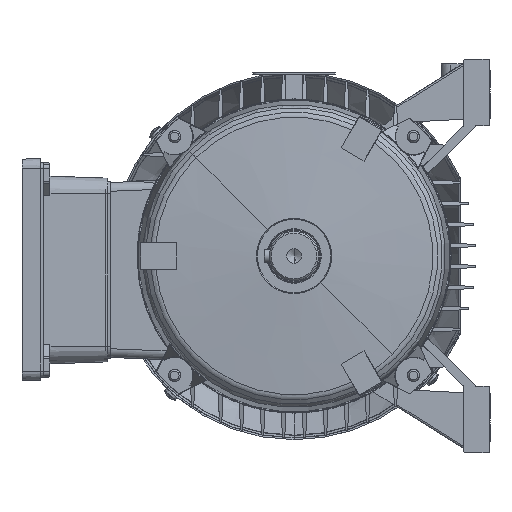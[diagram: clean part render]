
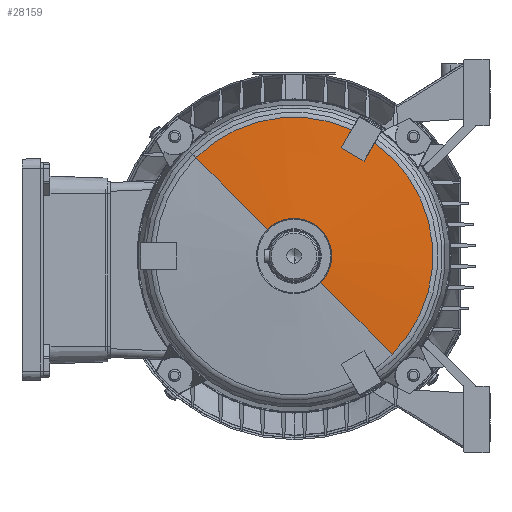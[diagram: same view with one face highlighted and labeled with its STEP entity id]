
A CAD part, left-side view. The second image highlights one B-rep face of the part: STEP entity #28159.
In plain terms, the highlighted conical face has half-angle 85.595 degrees and reference radius 21 mm.
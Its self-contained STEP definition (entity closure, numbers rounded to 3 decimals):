
#2105 = DIRECTION ( 'NONE',  ( 1., 0., 0. ) ) ;
#5102 = B_SPLINE_CURVE_WITH_KNOTS ( 'NONE', 3,
 ( #123320, #89810, #59765, #125602 ),
 .UNSPECIFIED., .F., .F.,
 ( 4, 4 ),
 ( 0., 0.012 ),
 .UNSPECIFIED. ) ;
#6254 = ORIENTED_EDGE ( 'NONE', *, *, #149489, .F. ) ;
#16680 = VERTEX_POINT ( 'NONE', #76357 ) ;
#16840 = CARTESIAN_POINT ( 'NONE',  ( -0.043, 0., 21.553 ) ) ;
#18439 = ORIENTED_EDGE ( 'NONE', *, *, #114637, .T. ) ;
#19876 = AXIS2_PLACEMENT_3D ( 'NONE', #117224, #2105, #94372 ) ;
#26029 = CARTESIAN_POINT ( 'NONE',  ( -3.533, 64.07, 19.756 ) ) ;
#28159 = ADVANCED_FACE ( 'NONE', ( #58830 ), #121350, .T. ) ;
#30592 = EDGE_CURVE ( 'NONE', #110175, #88208, #5102, .T. ) ;
#31713 = LINE ( 'NONE', #113269, #117087 ) ;
#38223 = CARTESIAN_POINT ( 'NONE',  ( -3.575, 66.658, 10.096 ) ) ;
#38769 = DIRECTION ( 'NONE',  ( -1., 0., 0. ) ) ;
#40123 = CARTESIAN_POINT ( 'NONE',  ( 0., 0., 21. ) ) ;
#41650 = DIRECTION ( 'NONE',  ( -0.077, 0., 0.997 ) ) ;
#41891 = DIRECTION ( 'NONE',  ( -1., 0., 0. ) ) ;
#42267 = ORIENTED_EDGE ( 'NONE', *, *, #80114, .T. ) ;
#43088 = EDGE_CURVE ( 'NONE', #141537, #73925, #115031, .T. ) ;
#47200 = CARTESIAN_POINT ( 'NONE',  ( -4.495, 0., -79.357 ) ) ;
#48918 = CARTESIAN_POINT ( 'NONE',  ( -3.575, 62.776, 24.585 ) ) ;
#51493 = CIRCLE ( 'NONE', #19876, 79.357 ) ;
#52096 = CIRCLE ( 'NONE', #137279, 79.357 ) ;
#55671 = AXIS2_PLACEMENT_3D ( 'NONE', #96695, #38769, #124103 ) ;
#55874 = CARTESIAN_POINT ( 'NONE',  ( -4.188, 70.504, 26.656 ) ) ;
#58830 = FACE_OUTER_BOUND ( 'NONE', #143250, .T. ) ;
#58926 = VERTEX_POINT ( 'NONE', #16840 ) ;
#59765 = CARTESIAN_POINT ( 'NONE',  ( -3.882, 70.522, 11.132 ) ) ;
#63754 = VERTEX_POINT ( 'NONE', #74608 ) ;
#72571 = ORIENTED_EDGE ( 'NONE', *, *, #43088, .T. ) ;
#72666 = CARTESIAN_POINT ( 'NONE',  ( -3.575, 62.776, 24.585 ) ) ;
#73166 = ORIENTED_EDGE ( 'NONE', *, *, #30592, .T. ) ;
#73925 = VERTEX_POINT ( 'NONE', #80791 ) ;
#74608 = CARTESIAN_POINT ( 'NONE',  ( -0.043, 0., -21.553 ) ) ;
#76357 = CARTESIAN_POINT ( 'NONE',  ( -4.495, 0., 79.357 ) ) ;
#76995 = DIRECTION ( 'NONE',  ( 0., 0., -1. ) ) ;
#80114 = EDGE_CURVE ( 'NONE', #73925, #16680, #51493, .T. ) ;
#80791 = CARTESIAN_POINT ( 'NONE',  ( -4.495, 74.369, 27.692 ) ) ;
#84734 = CARTESIAN_POINT ( 'NONE',  ( -3.533, 65.364, 14.926 ) ) ;
#88197 = ORIENTED_EDGE ( 'NONE', *, *, #145881, .T. ) ;
#88208 = VERTEX_POINT ( 'NONE', #120127 ) ;
#89740 = ORIENTED_EDGE ( 'NONE', *, *, #143618, .T. ) ;
#89810 = CARTESIAN_POINT ( 'NONE',  ( -4.188, 74.387, 12.167 ) ) ;
#94372 = DIRECTION ( 'NONE',  ( 0., 0., -1. ) ) ;
#96695 = CARTESIAN_POINT ( 'NONE',  ( 0., 0., 0. ) ) ;
#100564 = DIRECTION ( 'NONE',  ( 1., 0., 0. ) ) ;
#102357 = CARTESIAN_POINT ( 'NONE',  ( -3.575, 62.776, 24.585 ) ) ;
#105399 = CIRCLE ( 'NONE', #122365, 21.553 ) ;
#110175 = VERTEX_POINT ( 'NONE', #126231 ) ;
#110970 = LINE ( 'NONE', #40123, #147531 ) ;
#112284 = CARTESIAN_POINT ( 'NONE',  ( -3.882, 66.64, 25.621 ) ) ;
#112506 = DIRECTION ( 'NONE',  ( -0.077, 0., -0.997 ) ) ;
#113269 = CARTESIAN_POINT ( 'NONE',  ( 0., 0., -21. ) ) ;
#114637 = EDGE_CURVE ( 'NONE', #122617, #110175, #52096, .T. ) ;
#115031 = B_SPLINE_CURVE_WITH_KNOTS ( 'NONE', 3,
 ( #102357, #112284, #55874, #126732 ),
 .UNSPECIFIED., .F., .F.,
 ( 4, 4 ),
 ( 0., 0.012 ),
 .UNSPECIFIED. ) ;
#117087 = VECTOR ( 'NONE', #112506, 1000. ) ;
#117224 = CARTESIAN_POINT ( 'NONE',  ( -4.495, 0., 0. ) ) ;
#120127 = CARTESIAN_POINT ( 'NONE',  ( -3.575, 66.658, 10.096 ) ) ;
#121350 = CONICAL_SURFACE ( 'NONE', #55671, 21., 1.494 ) ;
#122365 = AXIS2_PLACEMENT_3D ( 'NONE', #125696, #41891, #76995 ) ;
#122617 = VERTEX_POINT ( 'NONE', #47200 ) ;
#123320 = CARTESIAN_POINT ( 'NONE',  ( -4.495, 78.251, 13.203 ) ) ;
#124103 = DIRECTION ( 'NONE',  ( 0., 0., 1. ) ) ;
#125364 = B_SPLINE_CURVE_WITH_KNOTS ( 'NONE', 3,
 ( #38223, #84734, #26029, #48918 ),
 .UNSPECIFIED., .F., .F.,
 ( 4, 4 ),
 ( 0., 0.015 ),
 .UNSPECIFIED. ) ;
#125602 = CARTESIAN_POINT ( 'NONE',  ( -3.575, 66.658, 10.096 ) ) ;
#125696 = CARTESIAN_POINT ( 'NONE',  ( -0.043, 0., 0. ) ) ;
#126231 = CARTESIAN_POINT ( 'NONE',  ( -4.495, 78.251, 13.203 ) ) ;
#126732 = CARTESIAN_POINT ( 'NONE',  ( -4.495, 74.369, 27.692 ) ) ;
#137279 = AXIS2_PLACEMENT_3D ( 'NONE', #137867, #100564, #148577 ) ;
#137867 = CARTESIAN_POINT ( 'NONE',  ( -4.495, 0., 0. ) ) ;
#139876 = ORIENTED_EDGE ( 'NONE', *, *, #148678, .T. ) ;
#141537 = VERTEX_POINT ( 'NONE', #72666 ) ;
#143250 = EDGE_LOOP ( 'NONE', ( #88197, #89740, #18439, #73166, #139876, #72571, #42267, #6254 ) ) ;
#143618 = EDGE_CURVE ( 'NONE', #63754, #122617, #31713, .T. ) ;
#145881 = EDGE_CURVE ( 'NONE', #58926, #63754, #105399, .T. ) ;
#147531 = VECTOR ( 'NONE', #41650, 1000. ) ;
#148577 = DIRECTION ( 'NONE',  ( 0., 0., -1. ) ) ;
#148678 = EDGE_CURVE ( 'NONE', #88208, #141537, #125364, .T. ) ;
#149489 = EDGE_CURVE ( 'NONE', #58926, #16680, #110970, .T. ) ;
